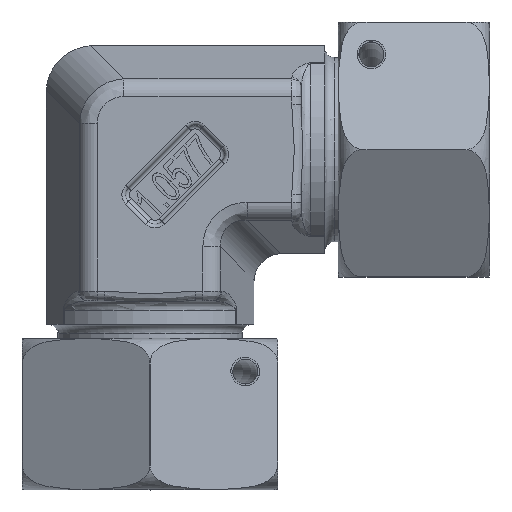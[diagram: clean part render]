
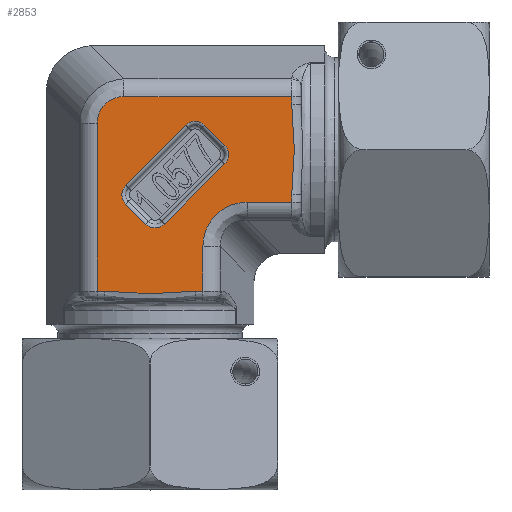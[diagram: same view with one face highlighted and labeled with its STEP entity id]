
A CAD part, top view. The second image highlights one B-rep face of the part: STEP entity #2853.
In plain terms, the highlighted planar face has unit normal (0, 0, 1).
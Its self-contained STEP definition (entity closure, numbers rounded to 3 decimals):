
#169=ELLIPSE('',#13884,3.374,3.);
#170=ELLIPSE('',#13885,5.623,5.);
#1491=LINE('',#23601,#2157);
#1492=LINE('',#23606,#2158);
#1493=LINE('',#23610,#2159);
#1494=LINE('',#23614,#2160);
#1495=LINE('',#23625,#2161);
#1496=LINE('',#23627,#2162);
#1497=LINE('',#23631,#2163);
#1498=LINE('',#23633,#2164);
#1499=LINE('',#23642,#2165);
#1500=LINE('',#23644,#2166);
#1501=LINE('',#23648,#2167);
#1502=LINE('',#23650,#2168);
#2157=VECTOR('',#15998,1.);
#2158=VECTOR('',#16001,1.);
#2159=VECTOR('',#16004,1.);
#2160=VECTOR('',#16007,1.);
#2161=VECTOR('',#16010,1.);
#2162=VECTOR('',#16011,1.);
#2163=VECTOR('',#16014,1.);
#2164=VECTOR('',#16015,1.);
#2165=VECTOR('',#16016,1.);
#2166=VECTOR('',#16017,1.);
#2167=VECTOR('',#16020,1.);
#2168=VECTOR('',#16021,1.);
#2853=ADVANCED_FACE('',(#4007,#4008),#3545,.T.);
#3545=PLANE('',#13886);
#3777=CIRCLE('',#13880,1.4);
#3778=CIRCLE('',#13881,1.4);
#3779=CIRCLE('',#13882,1.4);
#3780=CIRCLE('',#13883,1.4);
#4007=FACE_BOUND('',#4636,.T.);
#4008=FACE_BOUND('',#4637,.T.);
#4636=EDGE_LOOP('',(#7820,#7821,#7822,#7823,#7824,#7825,#7826,#7827));
#4637=EDGE_LOOP('',(#7828,#7829,#7830,#7831,#7832,#7833,#7834,#7835,#7836,
#7837,#7838,#7839));
#7820=ORIENTED_EDGE('',*,*,#11767,.T.);
#7821=ORIENTED_EDGE('',*,*,#11768,.T.);
#7822=ORIENTED_EDGE('',*,*,#11769,.T.);
#7823=ORIENTED_EDGE('',*,*,#11770,.T.);
#7824=ORIENTED_EDGE('',*,*,#11771,.T.);
#7825=ORIENTED_EDGE('',*,*,#11772,.T.);
#7826=ORIENTED_EDGE('',*,*,#11773,.T.);
#7827=ORIENTED_EDGE('',*,*,#11774,.T.);
#7828=ORIENTED_EDGE('',*,*,#11775,.T.);
#7829=ORIENTED_EDGE('',*,*,#11776,.T.);
#7830=ORIENTED_EDGE('',*,*,#11777,.T.);
#7831=ORIENTED_EDGE('',*,*,#11778,.F.);
#7832=ORIENTED_EDGE('',*,*,#11779,.F.);
#7833=ORIENTED_EDGE('',*,*,#11780,.T.);
#7834=ORIENTED_EDGE('',*,*,#11781,.T.);
#7835=ORIENTED_EDGE('',*,*,#11782,.T.);
#7836=ORIENTED_EDGE('',*,*,#11783,.T.);
#7837=ORIENTED_EDGE('',*,*,#11784,.T.);
#7838=ORIENTED_EDGE('',*,*,#11785,.T.);
#7839=ORIENTED_EDGE('',*,*,#11786,.T.);
#10000=VERTEX_POINT('',#23602);
#10001=VERTEX_POINT('',#23603);
#10002=VERTEX_POINT('',#23605);
#10003=VERTEX_POINT('',#23607);
#10004=VERTEX_POINT('',#23609);
#10005=VERTEX_POINT('',#23611);
#10006=VERTEX_POINT('',#23613);
#10007=VERTEX_POINT('',#23615);
#10008=VERTEX_POINT('',#23623);
#10009=VERTEX_POINT('',#23624);
#10010=VERTEX_POINT('',#23626);
#10011=VERTEX_POINT('',#23628);
#10012=VERTEX_POINT('',#23630);
#10013=VERTEX_POINT('',#23632);
#10014=VERTEX_POINT('',#23634);
#10015=VERTEX_POINT('',#23641);
#10016=VERTEX_POINT('',#23643);
#10017=VERTEX_POINT('',#23645);
#10018=VERTEX_POINT('',#23647);
#10019=VERTEX_POINT('',#23649);
#11767=EDGE_CURVE('',#10000,#10001,#1491,.T.);
#11768=EDGE_CURVE('',#10001,#10002,#3777,.T.);
#11769=EDGE_CURVE('',#10002,#10003,#1492,.T.);
#11770=EDGE_CURVE('',#10003,#10004,#3778,.T.);
#11771=EDGE_CURVE('',#10004,#10005,#1493,.T.);
#11772=EDGE_CURVE('',#10005,#10006,#3779,.T.);
#11773=EDGE_CURVE('',#10006,#10007,#1494,.T.);
#11774=EDGE_CURVE('',#10007,#10000,#3780,.T.);
#11775=EDGE_CURVE('',#10008,#10009,#13122,.T.);
#11776=EDGE_CURVE('',#10009,#10010,#1495,.T.);
#11777=EDGE_CURVE('',#10010,#10011,#1496,.T.);
#11778=EDGE_CURVE('',#10012,#10011,#169,.T.);
#11779=EDGE_CURVE('',#10013,#10012,#1497,.T.);
#11780=EDGE_CURVE('',#10013,#10014,#1498,.T.);
#11781=EDGE_CURVE('',#10014,#10015,#13123,.T.);
#11782=EDGE_CURVE('',#10015,#10016,#1499,.T.);
#11783=EDGE_CURVE('',#10016,#10017,#1500,.T.);
#11784=EDGE_CURVE('',#10017,#10018,#170,.T.);
#11785=EDGE_CURVE('',#10018,#10019,#1501,.T.);
#11786=EDGE_CURVE('',#10019,#10008,#1502,.T.);
#13122=B_SPLINE_CURVE_WITH_KNOTS('',3,(#23617,#23618,#23619,#23620,#23621,
#23622),.UNSPECIFIED.,.F.,.F.,(4,2,4),(0.,0.5,1.),.UNSPECIFIED.);
#13123=B_SPLINE_CURVE_WITH_KNOTS('',3,(#23635,#23636,#23637,#23638,#23639,
#23640),.UNSPECIFIED.,.F.,.F.,(4,2,4),(0.,0.5,1.),.UNSPECIFIED.);
#13880=AXIS2_PLACEMENT_3D('',#23604,#15999,#16000);
#13881=AXIS2_PLACEMENT_3D('',#23608,#16002,#16003);
#13882=AXIS2_PLACEMENT_3D('',#23612,#16005,#16006);
#13883=AXIS2_PLACEMENT_3D('',#23616,#16008,#16009);
#13884=AXIS2_PLACEMENT_3D('',#23629,#16012,#16013);
#13885=AXIS2_PLACEMENT_3D('',#23646,#16018,#16019);
#13886=AXIS2_PLACEMENT_3D('',#23651,#16022,#16023);
#15998=DIRECTION('',(-0.707,-0.707,0.));
#15999=DIRECTION('',(0.,0.,-1.));
#16000=DIRECTION('',(1.,0.,0.));
#16001=DIRECTION('',(-0.707,0.707,0.));
#16002=DIRECTION('',(0.,0.,-1.));
#16003=DIRECTION('',(1.,0.,0.));
#16004=DIRECTION('',(0.707,0.707,0.));
#16005=DIRECTION('',(0.,0.,-1.));
#16006=DIRECTION('',(1.,0.,0.));
#16007=DIRECTION('',(0.707,-0.707,0.));
#16008=DIRECTION('',(0.,0.,-1.));
#16009=DIRECTION('',(1.,0.,0.));
#16010=DIRECTION('',(0.,1.,0.));
#16011=DIRECTION('',(-1.,0.,0.));
#16012=DIRECTION('',(0.,0.,-1.));
#16013=DIRECTION('',(-0.707,0.707,0.));
#16014=DIRECTION('',(0.,1.,0.));
#16015=DIRECTION('',(1.,0.,0.));
#16016=DIRECTION('',(1.,0.,0.));
#16017=DIRECTION('',(0.,1.,0.));
#16018=DIRECTION('',(0.,0.,-1.));
#16019=DIRECTION('',(0.707,-0.707,0.));
#16020=DIRECTION('',(1.,0.,0.));
#16021=DIRECTION('',(0.,1.,0.));
#16022=DIRECTION('',(0.,0.,1.));
#16023=DIRECTION('',(1.,0.,0.));
#23601=CARTESIAN_POINT('',(0.822,-8.6,12.));
#23602=CARTESIAN_POINT('',(7.893,-1.529,12.));
#23603=CARTESIAN_POINT('',(1.529,-7.893,12.));
#23604=CARTESIAN_POINT('',(0.539,-6.903,12.));
#23605=CARTESIAN_POINT('',(-0.451,-7.893,12.));
#23606=CARTESIAN_POINT('',(-3.279,-5.065,12.));
#23607=CARTESIAN_POINT('',(-2.572,-5.772,12.));
#23608=CARTESIAN_POINT('',(-1.582,-4.782,12.));
#23609=CARTESIAN_POINT('',(-2.572,-3.792,12.));
#23610=CARTESIAN_POINT('',(4.499,3.279,12.));
#23611=CARTESIAN_POINT('',(3.792,2.572,12.));
#23612=CARTESIAN_POINT('',(4.782,1.582,12.));
#23613=CARTESIAN_POINT('',(5.772,2.572,12.));
#23614=CARTESIAN_POINT('',(8.6,-0.256,12.));
#23615=CARTESIAN_POINT('',(7.893,0.451,12.));
#23616=CARTESIAN_POINT('',(6.903,-0.539,12.));
#23617=CARTESIAN_POINT('',(15.,-4.796,12.));
#23618=CARTESIAN_POINT('',(15.,-3.196,12.));
#23619=CARTESIAN_POINT('',(15.267,-1.607,12.));
#23620=CARTESIAN_POINT('',(15.269,1.593,12.));
#23621=CARTESIAN_POINT('',(15.,3.189,12.));
#23622=CARTESIAN_POINT('',(15.,4.796,12.));
#23623=CARTESIAN_POINT('',(15.,-4.796,12.));
#23624=CARTESIAN_POINT('',(15.,4.796,12.));
#23625=CARTESIAN_POINT('',(15.,5.596,12.));
#23626=CARTESIAN_POINT('',(15.,5.596,12.));
#23627=CARTESIAN_POINT('',(4.502,5.596,12.));
#23628=CARTESIAN_POINT('',(-2.777,5.596,12.));
#23629=CARTESIAN_POINT('',(-2.403,2.403,12.));
#23630=CARTESIAN_POINT('',(-5.596,2.777,12.));
#23631=CARTESIAN_POINT('',(-5.596,6.996,12.));
#23632=CARTESIAN_POINT('',(-5.596,-15.,12.));
#23633=CARTESIAN_POINT('',(4.502,-15.,12.));
#23634=CARTESIAN_POINT('',(-4.796,-15.,12.));
#23635=CARTESIAN_POINT('',(-4.796,-15.,12.));
#23636=CARTESIAN_POINT('',(-3.189,-15.,12.));
#23637=CARTESIAN_POINT('',(-1.593,-15.269,12.));
#23638=CARTESIAN_POINT('',(1.607,-15.267,12.));
#23639=CARTESIAN_POINT('',(3.196,-15.,12.));
#23640=CARTESIAN_POINT('',(4.796,-15.,12.));
#23641=CARTESIAN_POINT('',(4.796,-15.,12.));
#23642=CARTESIAN_POINT('',(4.502,-15.,12.));
#23643=CARTESIAN_POINT('',(5.596,-15.,12.));
#23644=CARTESIAN_POINT('',(5.596,6.996,12.));
#23645=CARTESIAN_POINT('',(5.596,-10.294,12.));
#23646=CARTESIAN_POINT('',(10.917,-10.917,12.));
#23647=CARTESIAN_POINT('',(10.294,-5.596,12.));
#23648=CARTESIAN_POINT('',(4.502,-5.596,12.));
#23649=CARTESIAN_POINT('',(15.,-5.596,12.));
#23650=CARTESIAN_POINT('',(15.,0.,12.));
#23651=CARTESIAN_POINT('',(4.502,6.996,12.));
